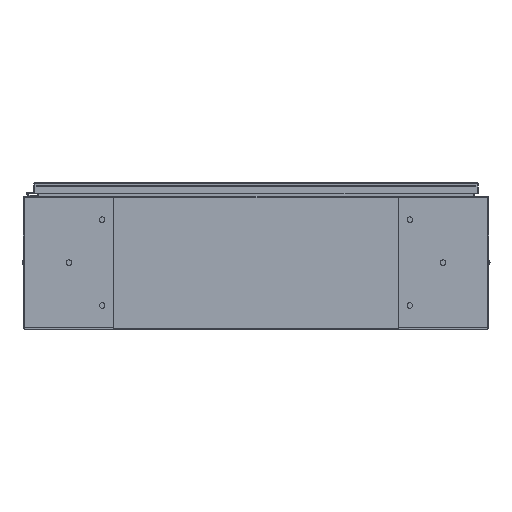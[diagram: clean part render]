
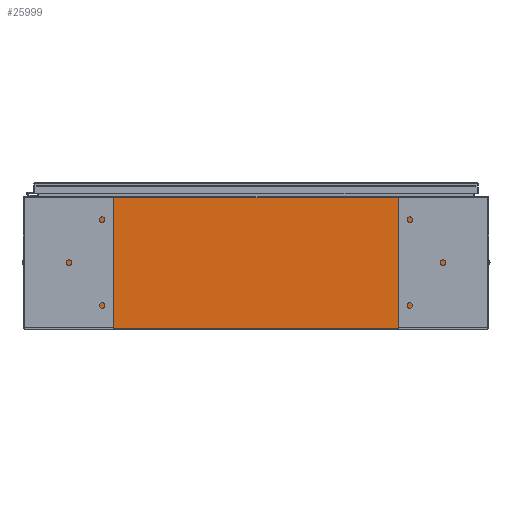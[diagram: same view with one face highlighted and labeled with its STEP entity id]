
A CAD part, front view. The second image highlights one B-rep face of the part: STEP entity #25999.
In plain terms, the highlighted face is planar.
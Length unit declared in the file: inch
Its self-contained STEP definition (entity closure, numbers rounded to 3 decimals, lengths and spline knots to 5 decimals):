
#389 = VECTOR ( 'NONE', #38398, 39.37008 ) ;
#513 = VERTEX_POINT ( 'NONE', #14730 ) ;
#552 = ORIENTED_EDGE ( 'NONE', *, *, #32834, .F. ) ;
#677 = CIRCLE ( 'NONE', #49458, 0.01867 ) ;
#1093 = DIRECTION ( 'NONE',  ( 0., 0., 1. ) ) ;
#1211 = CIRCLE ( 'NONE', #61762, 0.01867 ) ;
#2478 = CARTESIAN_POINT ( 'NONE',  ( 19.65588, 0., 5.87495 ) ) ;
#4549 = EDGE_CURVE ( 'NONE', #62949, #7299, #42170, .T. ) ;
#4800 = AXIS2_PLACEMENT_3D ( 'NONE', #11386, #62078, #62369 ) ;
#5040 = CARTESIAN_POINT ( 'NONE',  ( -19.65588, 0., 5.87495 ) ) ;
#5391 = CARTESIAN_POINT ( 'NONE',  ( -19.6372, 0., 5.9123 ) ) ;
#7208 = LINE ( 'NONE', #17517, #18585 ) ;
#7299 = VERTEX_POINT ( 'NONE', #37037 ) ;
#7301 = DIRECTION ( 'NONE',  ( 0., 0., -1. ) ) ;
#8858 = EDGE_CURVE ( 'NONE', #38521, #513, #45185, .T. ) ;
#8929 = VECTOR ( 'NONE', #1093, 39.37008 ) ;
#9396 = CARTESIAN_POINT ( 'NONE',  ( 19.67455, 0., 5.9253 ) ) ;
#9948 = DIRECTION ( 'NONE',  ( 0., 0., -1. ) ) ;
#10133 = FACE_OUTER_BOUND ( 'NONE', #41378, .T. ) ;
#11386 = CARTESIAN_POINT ( 'NONE',  ( 0., 0., 0. ) ) ;
#11421 = VECTOR ( 'NONE', #46293, 39.37008 ) ;
#12007 = CARTESIAN_POINT ( 'NONE',  ( 19.6372, 0., 0. ) ) ;
#13686 = ORIENTED_EDGE ( 'NONE', *, *, #60581, .F. ) ;
#14361 = VECTOR ( 'NONE', #41924, 39.37008 ) ;
#14426 = ORIENTED_EDGE ( 'NONE', *, *, #59547, .T. ) ;
#14730 = CARTESIAN_POINT ( 'NONE',  ( 19.6372, 0., 5.9123 ) ) ;
#15954 = ORIENTED_EDGE ( 'NONE', *, *, #4549, .T. ) ;
#16186 = EDGE_CURVE ( 'NONE', #56226, #37419, #17978, .T. ) ;
#17084 = CARTESIAN_POINT ( 'NONE',  ( -19.67455, 0., 5.87495 ) ) ;
#17357 = VERTEX_POINT ( 'NONE', #17084 ) ;
#17517 = CARTESIAN_POINT ( 'NONE',  ( 19.67455, 0., 0. ) ) ;
#17978 = LINE ( 'NONE', #29413, #58361 ) ;
#18585 = VECTOR ( 'NONE', #27093, 39.37008 ) ;
#19129 = EDGE_CURVE ( 'NONE', #33055, #62949, #43708, .T. ) ;
#19240 = VECTOR ( 'NONE', #34256, 39.37008 ) ;
#20333 = DIRECTION ( 'NONE',  ( 1., 0., 0. ) ) ;
#21860 = LINE ( 'NONE', #30108, #8929 ) ;
#24434 = LINE ( 'NONE', #28782, #38937 ) ;
#25999 = ADVANCED_FACE ( 'NONE', ( #10133 ), #43796, .F. ) ;
#26707 = CARTESIAN_POINT ( 'NONE',  ( 20.9253, 0., 5.9253 ) ) ;
#27093 = DIRECTION ( 'NONE',  ( 0., 0., -1. ) ) ;
#28504 = CARTESIAN_POINT ( 'NONE',  ( 20.9253, 0., -5.9253 ) ) ;
#28782 = CARTESIAN_POINT ( 'NONE',  ( -19.6372, 0., 0. ) ) ;
#28899 = VERTEX_POINT ( 'NONE', #28504 ) ;
#29213 = VECTOR ( 'NONE', #57718, 39.37008 ) ;
#29413 = CARTESIAN_POINT ( 'NONE',  ( -20.9253, 0., 5.9253 ) ) ;
#29459 = LINE ( 'NONE', #31992, #53863 ) ;
#29771 = ORIENTED_EDGE ( 'NONE', *, *, #48300, .T. ) ;
#30108 = CARTESIAN_POINT ( 'NONE',  ( -19.67455, 0., 0. ) ) ;
#31950 = EDGE_CURVE ( 'NONE', #56226, #42131, #7208, .T. ) ;
#31992 = CARTESIAN_POINT ( 'NONE',  ( -19.6372, 0., 5.9123 ) ) ;
#32834 = EDGE_CURVE ( 'NONE', #38347, #58243, #24434, .T. ) ;
#33055 = VERTEX_POINT ( 'NONE', #40690 ) ;
#34256 = DIRECTION ( 'NONE',  ( 0., 0., 1. ) ) ;
#34794 = ORIENTED_EDGE ( 'NONE', *, *, #39411, .F. ) ;
#35147 = ORIENTED_EDGE ( 'NONE', *, *, #39545, .F. ) ;
#35680 = CARTESIAN_POINT ( 'NONE',  ( -20.9253, 0., 5.9253 ) ) ;
#36484 = DIRECTION ( 'NONE',  ( 0., 1., 0. ) ) ;
#36772 = CARTESIAN_POINT ( 'NONE',  ( -19.6372, 0., 5.87495 ) ) ;
#36910 = DIRECTION ( 'NONE',  ( 1., 0., 0. ) ) ;
#37021 = CARTESIAN_POINT ( 'NONE',  ( 20.9253, 0., 5.9253 ) ) ;
#37037 = CARTESIAN_POINT ( 'NONE',  ( -19.67455, 0., 5.9253 ) ) ;
#37419 = VERTEX_POINT ( 'NONE', #26707 ) ;
#38347 = VERTEX_POINT ( 'NONE', #5391 ) ;
#38398 = DIRECTION ( 'NONE',  ( 0., 0., 1. ) ) ;
#38521 = VERTEX_POINT ( 'NONE', #41127 ) ;
#38937 = VECTOR ( 'NONE', #57930, 39.37008 ) ;
#39104 = DIRECTION ( 'NONE',  ( 0., 1., 0. ) ) ;
#39411 = EDGE_CURVE ( 'NONE', #58243, #17357, #677, .T. ) ;
#39545 = EDGE_CURVE ( 'NONE', #17357, #7299, #21860, .T. ) ;
#40018 = CARTESIAN_POINT ( 'NONE',  ( 19.67455, 0., 5.87495 ) ) ;
#40690 = CARTESIAN_POINT ( 'NONE',  ( -20.9253, 0., -5.9253 ) ) ;
#41127 = CARTESIAN_POINT ( 'NONE',  ( 19.6372, 0., 5.87495 ) ) ;
#41378 = EDGE_LOOP ( 'NONE', ( #35147, #34794, #552, #29771, #60834, #13686, #53241, #52603, #14426, #53441, #43881, #15954 ) ) ;
#41924 = DIRECTION ( 'NONE',  ( 0., 0., -1. ) ) ;
#42131 = VERTEX_POINT ( 'NONE', #40018 ) ;
#42170 = LINE ( 'NONE', #56078, #29213 ) ;
#43708 = LINE ( 'NONE', #35680, #389 ) ;
#43796 = PLANE ( 'NONE',  #4800 ) ;
#43881 = ORIENTED_EDGE ( 'NONE', *, *, #19129, .T. ) ;
#45185 = LINE ( 'NONE', #12007, #19240 ) ;
#46293 = DIRECTION ( 'NONE',  ( -1., 0., 0. ) ) ;
#48213 = CARTESIAN_POINT ( 'NONE',  ( -20.9253, 0., 5.9253 ) ) ;
#48300 = EDGE_CURVE ( 'NONE', #38347, #513, #29459, .T. ) ;
#48755 = LINE ( 'NONE', #56058, #11421 ) ;
#49458 = AXIS2_PLACEMENT_3D ( 'NONE', #5040, #39104, #9948 ) ;
#52603 = ORIENTED_EDGE ( 'NONE', *, *, #16186, .T. ) ;
#53205 = LINE ( 'NONE', #37021, #14361 ) ;
#53241 = ORIENTED_EDGE ( 'NONE', *, *, #31950, .F. ) ;
#53441 = ORIENTED_EDGE ( 'NONE', *, *, #58741, .T. ) ;
#53863 = VECTOR ( 'NONE', #36910, 39.37008 ) ;
#56058 = CARTESIAN_POINT ( 'NONE',  ( -20.9253, 0., -5.9253 ) ) ;
#56078 = CARTESIAN_POINT ( 'NONE',  ( -20.9253, 0., 5.9253 ) ) ;
#56226 = VERTEX_POINT ( 'NONE', #9396 ) ;
#57718 = DIRECTION ( 'NONE',  ( 1., 0., 0. ) ) ;
#57930 = DIRECTION ( 'NONE',  ( 0., 0., -1. ) ) ;
#58243 = VERTEX_POINT ( 'NONE', #36772 ) ;
#58361 = VECTOR ( 'NONE', #20333, 39.37008 ) ;
#58741 = EDGE_CURVE ( 'NONE', #28899, #33055, #48755, .T. ) ;
#59547 = EDGE_CURVE ( 'NONE', #37419, #28899, #53205, .T. ) ;
#60581 = EDGE_CURVE ( 'NONE', #42131, #38521, #1211, .T. ) ;
#60834 = ORIENTED_EDGE ( 'NONE', *, *, #8858, .F. ) ;
#61762 = AXIS2_PLACEMENT_3D ( 'NONE', #2478, #36484, #7301 ) ;
#62078 = DIRECTION ( 'NONE',  ( 0., -1., 0. ) ) ;
#62369 = DIRECTION ( 'NONE',  ( 0., 0., -1. ) ) ;
#62949 = VERTEX_POINT ( 'NONE', #48213 ) ;
